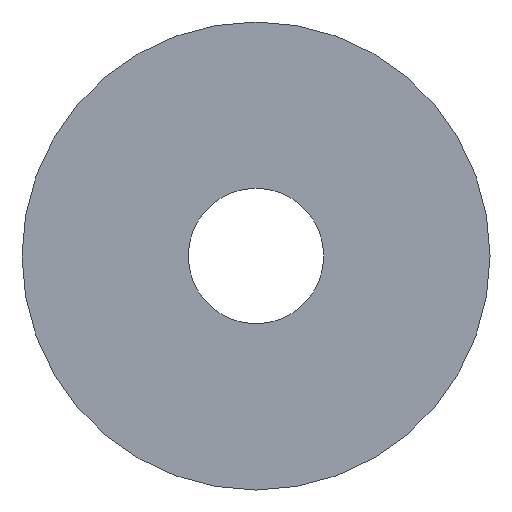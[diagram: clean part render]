
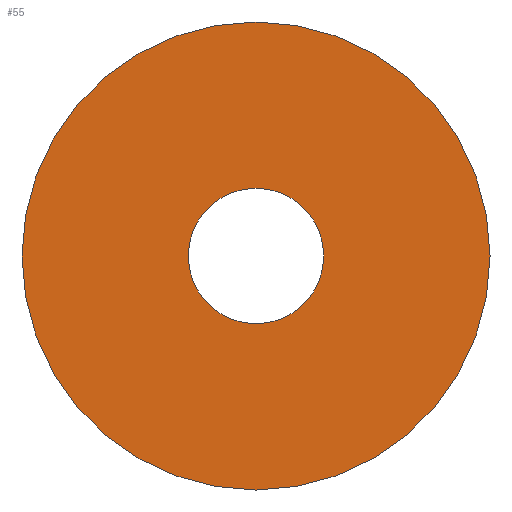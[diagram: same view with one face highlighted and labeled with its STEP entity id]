
A CAD part, left-side view. The second image highlights one B-rep face of the part: STEP entity #55.
In plain terms, the highlighted planar face has unit normal (-1, 0, 0).
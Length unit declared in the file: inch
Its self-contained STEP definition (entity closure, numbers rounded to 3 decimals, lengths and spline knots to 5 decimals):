
#17=FACE_BOUND($,#28,.T.);
#21=FACE_OUTER_BOUND($,#27,.T.);
#27=EDGE_LOOP($,(#47));
#28=EDGE_LOOP($,(#48));
#33=CIRCLE($,#64,0.21591);
#34=CIRCLE($,#66,0.0625);
#37=VERTEX_POINT($,#93);
#38=VERTEX_POINT($,#96);
#41=EDGE_CURVE($,#37,#37,#33,.T.);
#42=EDGE_CURVE($,#38,#38,#34,.T.);
#47=ORIENTED_EDGE($,*,*,#41,.T.);
#48=ORIENTED_EDGE($,*,*,#42,.T.);
#52=PLANE($,#65);
#55=ADVANCED_FACE($,(#21,#17),#52,.F.);
#64=AXIS2_PLACEMENT_3D($,#94,#78,#79);
#65=AXIS2_PLACEMENT_3D($,#95,#80,#81);
#66=AXIS2_PLACEMENT_3D($,#97,#82,#83);
#78=DIRECTION('center_axis',(-1.,0.,0.));
#79=DIRECTION('ref_axis',(0.,0.,1.));
#80=DIRECTION('center_axis',(1.,0.,0.));
#81=DIRECTION('ref_axis',(0.,0.,-1.));
#82=DIRECTION('center_axis',(1.,0.,0.));
#83=DIRECTION('ref_axis',(0.,0.,1.));
#93=CARTESIAN_POINT('',(0.,0.,0.21591));
#94=CARTESIAN_POINT('Origin',(0.,0.,0.));
#95=CARTESIAN_POINT('Origin',(0.,0.,0.));
#96=CARTESIAN_POINT('',(0.,0.,0.0625));
#97=CARTESIAN_POINT('Origin',(0.,0.,0.));
